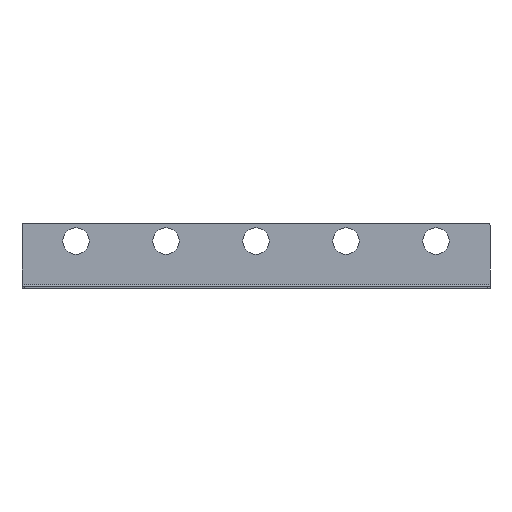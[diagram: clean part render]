
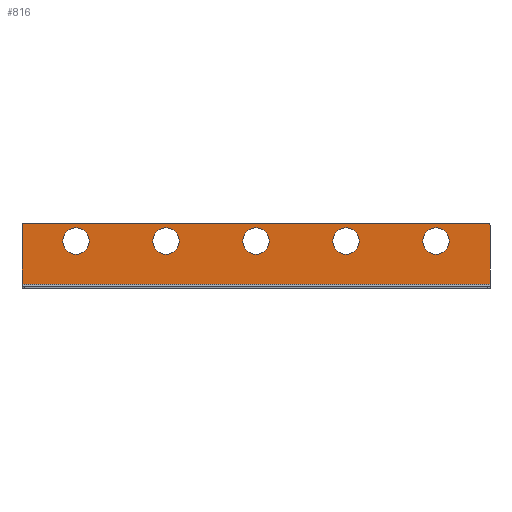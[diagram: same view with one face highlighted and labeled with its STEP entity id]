
A CAD part, top view. The second image highlights one B-rep face of the part: STEP entity #816.
In plain terms, the highlighted planar face has unit normal (0, 0, 1).
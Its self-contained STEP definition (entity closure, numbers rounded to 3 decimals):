
#124=CARTESIAN_POINT('',(-195.,-24.5,2.0));
#125=VERTEX_POINT('',#124);
#133=CARTESIAN_POINT('',(-195.0,24.5,2.0));
#134=VERTEX_POINT('',#133);
#135=CARTESIAN_POINT('',(-195.,-24.5,2.0));
#136=DIRECTION('',(0.0,1.0,0.0));
#137=VECTOR('',#136,49.);
#138=LINE('',#135,#137);
#139=EDGE_CURVE('',#125,#134,#138,.T.);
#345=CARTESIAN_POINT('',(195.,24.5,2.0));
#346=VERTEX_POINT('',#345);
#353=CARTESIAN_POINT('',(195.,-24.5,2.0));
#354=VERTEX_POINT('',#353);
#355=CARTESIAN_POINT('',(195.,24.5,2.0));
#356=DIRECTION('',(0.0,-1.0,0.0));
#357=VECTOR('',#356,49.);
#358=LINE('',#355,#357);
#359=EDGE_CURVE('',#346,#354,#358,.T.);
#377=CARTESIAN_POINT('',(-193.0,26.5,2.0));
#378=VERTEX_POINT('',#377);
#379=CARTESIAN_POINT('',(-193.,24.5,2.0));
#380=DIRECTION('',(0.0,0.0,-1.0));
#381=DIRECTION('',(-0.707,0.707,0.0));
#382=AXIS2_PLACEMENT_3D('',#379,#380,#381);
#383=CIRCLE('',#382,2.0);
#384=EDGE_CURVE('',#134,#378,#383,.T.);
#498=CARTESIAN_POINT('',(193.,26.5,2.0));
#499=VERTEX_POINT('',#498);
#500=CARTESIAN_POINT('',(-193.,26.5,2.0));
#501=DIRECTION('',(1.0,0.0,0.0));
#502=VECTOR('',#501,386.0);
#503=LINE('',#500,#502);
#504=EDGE_CURVE('',#378,#499,#503,.T.);
#521=CARTESIAN_POINT('',(193.,24.5,2.0));
#522=DIRECTION('',(0.0,0.0,-1.0));
#523=DIRECTION('',(0.707,0.707,0.0));
#524=AXIS2_PLACEMENT_3D('',#521,#522,#523);
#525=CIRCLE('',#524,2.0);
#526=EDGE_CURVE('',#499,#346,#525,.T.);
#539=CARTESIAN_POINT('',(-64.,11.5,2.));
#540=VERTEX_POINT('',#539);
#541=CARTESIAN_POINT('',(-75.,11.5,2.));
#542=DIRECTION('',(0.0,0.0,-1.0));
#543=DIRECTION('',(-1.0,0.0,0.0));
#544=AXIS2_PLACEMENT_3D('',#541,#542,#543);
#545=CIRCLE('',#544,11.0);
#546=EDGE_CURVE('',#540,#540,#545,.T.);
#559=CARTESIAN_POINT('',(11.,11.5,2.));
#560=VERTEX_POINT('',#559);
#561=CARTESIAN_POINT('',(0.,11.5,2.));
#562=DIRECTION('',(0.0,0.0,-1.0));
#563=DIRECTION('',(-1.0,0.0,0.0));
#564=AXIS2_PLACEMENT_3D('',#561,#562,#563);
#565=CIRCLE('',#564,11.0);
#566=EDGE_CURVE('',#560,#560,#565,.T.);
#579=CARTESIAN_POINT('',(161.,11.5,2.));
#580=VERTEX_POINT('',#579);
#581=CARTESIAN_POINT('',(150.,11.5,2.));
#582=DIRECTION('',(0.0,0.0,-1.0));
#583=DIRECTION('',(-1.0,0.0,0.0));
#584=AXIS2_PLACEMENT_3D('',#581,#582,#583);
#585=CIRCLE('',#584,11.0);
#586=EDGE_CURVE('',#580,#580,#585,.T.);
#599=CARTESIAN_POINT('',(86.,11.5,2.));
#600=VERTEX_POINT('',#599);
#601=CARTESIAN_POINT('',(75.,11.5,2.));
#602=DIRECTION('',(0.0,0.0,-1.0));
#603=DIRECTION('',(-1.0,0.0,0.0));
#604=AXIS2_PLACEMENT_3D('',#601,#602,#603);
#605=CIRCLE('',#604,11.0);
#606=EDGE_CURVE('',#600,#600,#605,.T.);
#619=CARTESIAN_POINT('',(-139.,11.5,2.));
#620=VERTEX_POINT('',#619);
#621=CARTESIAN_POINT('',(-150.,11.5,2.));
#622=DIRECTION('',(0.0,0.0,-1.0));
#623=DIRECTION('',(-1.0,0.0,0.0));
#624=AXIS2_PLACEMENT_3D('',#621,#622,#623);
#625=CIRCLE('',#624,11.0);
#626=EDGE_CURVE('',#620,#620,#625,.T.);
#778=CARTESIAN_POINT('',(-195.,-24.5,2.0));
#779=DIRECTION('',(1.0,0.0,0.0));
#780=VECTOR('',#779,390.0);
#781=LINE('',#778,#780);
#782=EDGE_CURVE('',#125,#354,#781,.T.);
#788=CARTESIAN_POINT('',(0.,0.,2.0));
#789=DIRECTION('',(0.0,0.0,1.0));
#790=DIRECTION('',(1.0,0.0,0.0));
#791=AXIS2_PLACEMENT_3D('',#788,#789,#790);
#792=PLANE('',#791);
#793=ORIENTED_EDGE('',*,*,#384,.F.);
#794=ORIENTED_EDGE('',*,*,#139,.F.);
#795=ORIENTED_EDGE('',*,*,#782,.T.);
#796=ORIENTED_EDGE('',*,*,#359,.F.);
#797=ORIENTED_EDGE('',*,*,#526,.F.);
#798=ORIENTED_EDGE('',*,*,#504,.F.);
#799=EDGE_LOOP('',(#793,#794,#795,#796,#797,#798));
#800=FACE_OUTER_BOUND('',#799,.T.);
#801=ORIENTED_EDGE('',*,*,#546,.T.);
#802=EDGE_LOOP('',(#801));
#803=FACE_BOUND('',#802,.T.);
#804=ORIENTED_EDGE('',*,*,#566,.T.);
#805=EDGE_LOOP('',(#804));
#806=FACE_BOUND('',#805,.T.);
#807=ORIENTED_EDGE('',*,*,#586,.T.);
#808=EDGE_LOOP('',(#807));
#809=FACE_BOUND('',#808,.T.);
#810=ORIENTED_EDGE('',*,*,#606,.T.);
#811=EDGE_LOOP('',(#810));
#812=FACE_BOUND('',#811,.T.);
#813=ORIENTED_EDGE('',*,*,#626,.T.);
#814=EDGE_LOOP('',(#813));
#815=FACE_BOUND('',#814,.T.);
#816=ADVANCED_FACE('',(#800,#803,#806,#809,#812,#815),#792,.T.);
